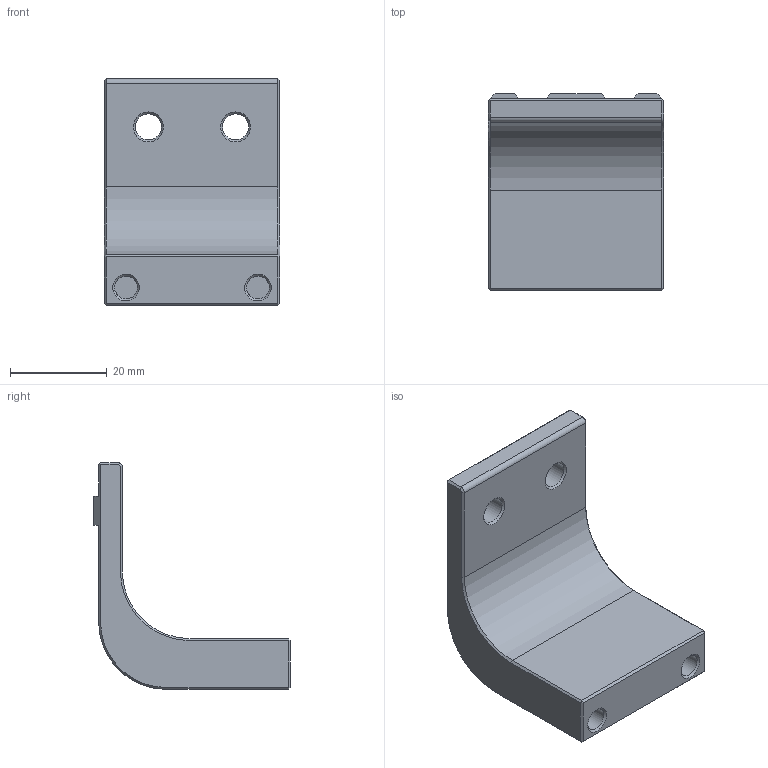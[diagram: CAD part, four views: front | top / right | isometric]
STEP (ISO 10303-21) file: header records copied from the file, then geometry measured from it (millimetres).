
FILE_DESCRIPTION(/* description */ (''),/* implementation_level */ '2;1');
FILE_NAME(/* name */ 'Klicky dock mount for Doom carriage v2.step',/* time_stamp */ '2022-01-29T14:56:08-05:00',/* author */ (''),/* organization */ (''),/* preprocessor_version */ 'ST-DEVELOPER v18.1',/* originating_system */ 'Autodesk Translation Framework v10.13.0.1454',/* authorisation */ '');
FILE_SCHEMA (('AUTOMOTIVE_DESIGN { 1 0 10303 214 3 1 1 }'));
Length unit declared in the file: millimetre
Products named in the file (1): VORON2.4_Assembly_Klicky dock mount for Doom carriage
Bounding box: 36.26 x 40.62 x 46.9 mm (x, y, z)
Volume: 21062.3 mm3; surface area: 7323.2 mm2
Topology: 1 solids, 1 shells, 63 faces, 146 edges, 88 vertices
Faces by surface type: plane 46, cone 8, cylinder 7, bspline 2
Full cylindrical faces by diameter (mm): 4.7 x2, 5.4 x2
Entity records: 1884 total; most frequent: CARTESIAN_POINT 412, ORIENTED_EDGE 292, DIRECTION 286, EDGE_CURVE 146, LINE 122, VECTOR 122, VERTEX_POINT 88, AXIS2_PLACEMENT_3D 82
